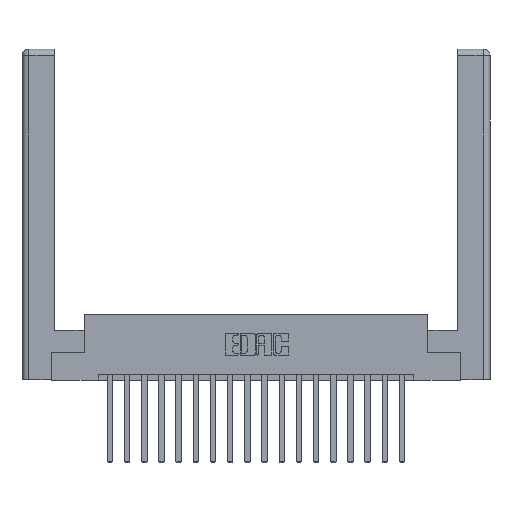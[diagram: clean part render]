
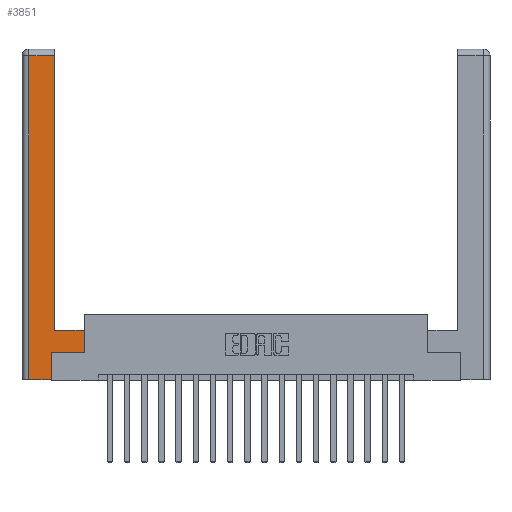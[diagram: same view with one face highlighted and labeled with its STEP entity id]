
A CAD part, top view. The second image highlights one B-rep face of the part: STEP entity #3851.
In plain terms, the highlighted planar face has unit normal (0, 0, 1).
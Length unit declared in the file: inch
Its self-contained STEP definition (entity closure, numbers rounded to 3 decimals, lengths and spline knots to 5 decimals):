
#873 = LINE ( 'NONE', #12740, #3005 ) ;
#1281 = CARTESIAN_POINT ( 'NONE',  ( 0.0615, 0., 0. ) ) ;
#1772 = DIRECTION ( 'NONE',  ( -1., 0., 0. ) ) ;
#1921 = CARTESIAN_POINT ( 'NONE',  ( 0.565, 0.245, 0. ) ) ;
#1943 = LINE ( 'NONE', #15484, #7621 ) ;
#2192 = CARTESIAN_POINT ( 'NONE',  ( 0.295, 2.94, 0. ) ) ;
#2255 = VECTOR ( 'NONE', #14876, 39.37008 ) ;
#2593 = VERTEX_POINT ( 'NONE', #2192 ) ;
#2651 = VECTOR ( 'NONE', #17452, 39.37008 ) ;
#2663 = EDGE_LOOP ( 'NONE', ( #9672, #7582, #8370, #14478, #16422, #4562, #16406, #12890 ) ) ;
#2942 = EDGE_CURVE ( 'NONE', #7998, #7610, #873, .T. ) ;
#3005 = VECTOR ( 'NONE', #18592, 39.37008 ) ;
#3197 = LINE ( 'NONE', #1281, #2255 ) ;
#3559 = DIRECTION ( 'NONE',  ( 1., 0., 0. ) ) ;
#3851 = ADVANCED_FACE ( 'NONE', ( #17847 ), #14329, .F. ) ;
#3864 = EDGE_CURVE ( 'NONE', #8330, #2593, #7466, .T. ) ;
#4562 = ORIENTED_EDGE ( 'NONE', *, *, #15157, .T. ) ;
#4763 = CARTESIAN_POINT ( 'NONE',  ( 0.265, 0.245, 0. ) ) ;
#4967 = VERTEX_POINT ( 'NONE', #4763 ) ;
#5666 = EDGE_CURVE ( 'NONE', #2593, #17684, #11016, .T. ) ;
#6464 = CARTESIAN_POINT ( 'NONE',  ( 0.265, 0., 0. ) ) ;
#6683 = CARTESIAN_POINT ( 'NONE',  ( 0.295, 3., 0. ) ) ;
#6957 = DIRECTION ( 'NONE',  ( 0., 1., 0. ) ) ;
#7096 = CARTESIAN_POINT ( 'NONE',  ( 0.265, 0.245, 0. ) ) ;
#7466 = LINE ( 'NONE', #6683, #15466 ) ;
#7582 = ORIENTED_EDGE ( 'NONE', *, *, #5666, .T. ) ;
#7610 = VERTEX_POINT ( 'NONE', #18435 ) ;
#7621 = VECTOR ( 'NONE', #1772, 39.37008 ) ;
#7998 = VERTEX_POINT ( 'NONE', #1921 ) ;
#8004 = EDGE_CURVE ( 'NONE', #12392, #15273, #8113, .T. ) ;
#8113 = LINE ( 'NONE', #6464, #12580 ) ;
#8330 = VERTEX_POINT ( 'NONE', #15671 ) ;
#8370 = ORIENTED_EDGE ( 'NONE', *, *, #16322, .T. ) ;
#8532 = VECTOR ( 'NONE', #6957, 39.37008 ) ;
#8570 = CARTESIAN_POINT ( 'NONE',  ( 0.565, 0.245, 0. ) ) ;
#9112 = EDGE_CURVE ( 'NONE', #15273, #4967, #11083, .T. ) ;
#9672 = ORIENTED_EDGE ( 'NONE', *, *, #3864, .T. ) ;
#10120 = DIRECTION ( 'NONE',  ( -1., 0., 0. ) ) ;
#11016 = LINE ( 'NONE', #11840, #13158 ) ;
#11083 = LINE ( 'NONE', #7096, #8532 ) ;
#11091 = DIRECTION ( 'NONE',  ( 0., 0., -1. ) ) ;
#11840 = CARTESIAN_POINT ( 'NONE',  ( 0.0615, 2.94, 0. ) ) ;
#12392 = VERTEX_POINT ( 'NONE', #17575 ) ;
#12580 = VECTOR ( 'NONE', #3559, 39.37008 ) ;
#12740 = CARTESIAN_POINT ( 'NONE',  ( 0.565, 0.45, 0. ) ) ;
#12890 = ORIENTED_EDGE ( 'NONE', *, *, #16071, .T. ) ;
#13158 = VECTOR ( 'NONE', #10120, 39.37008 ) ;
#13386 = AXIS2_PLACEMENT_3D ( 'NONE', #17232, #11091, #15584 ) ;
#14329 = PLANE ( 'NONE',  #13386 ) ;
#14478 = ORIENTED_EDGE ( 'NONE', *, *, #8004, .T. ) ;
#14857 = CARTESIAN_POINT ( 'NONE',  ( 0.0615, 2.94, 0. ) ) ;
#14876 = DIRECTION ( 'NONE',  ( 0., -1., 0. ) ) ;
#15157 = EDGE_CURVE ( 'NONE', #4967, #7998, #18718, .T. ) ;
#15273 = VERTEX_POINT ( 'NONE', #17979 ) ;
#15466 = VECTOR ( 'NONE', #17158, 39.37008 ) ;
#15484 = CARTESIAN_POINT ( 'NONE',  ( 0.295, 0.45, 0. ) ) ;
#15584 = DIRECTION ( 'NONE',  ( -1., 0., 0. ) ) ;
#15671 = CARTESIAN_POINT ( 'NONE',  ( 0.295, 0.45, 0. ) ) ;
#16071 = EDGE_CURVE ( 'NONE', #7610, #8330, #1943, .T. ) ;
#16322 = EDGE_CURVE ( 'NONE', #17684, #12392, #3197, .T. ) ;
#16406 = ORIENTED_EDGE ( 'NONE', *, *, #2942, .T. ) ;
#16422 = ORIENTED_EDGE ( 'NONE', *, *, #9112, .T. ) ;
#17158 = DIRECTION ( 'NONE',  ( 0., 1., 0. ) ) ;
#17232 = CARTESIAN_POINT ( 'NONE',  ( 0., 0., 0. ) ) ;
#17452 = DIRECTION ( 'NONE',  ( 1., 0., 0. ) ) ;
#17575 = CARTESIAN_POINT ( 'NONE',  ( 0.0615, 0., 0. ) ) ;
#17684 = VERTEX_POINT ( 'NONE', #14857 ) ;
#17847 = FACE_OUTER_BOUND ( 'NONE', #2663, .T. ) ;
#17979 = CARTESIAN_POINT ( 'NONE',  ( 0.265, 0., 0. ) ) ;
#18435 = CARTESIAN_POINT ( 'NONE',  ( 0.565, 0.45, 0. ) ) ;
#18592 = DIRECTION ( 'NONE',  ( 0., 1., 0. ) ) ;
#18718 = LINE ( 'NONE', #8570, #2651 ) ;
